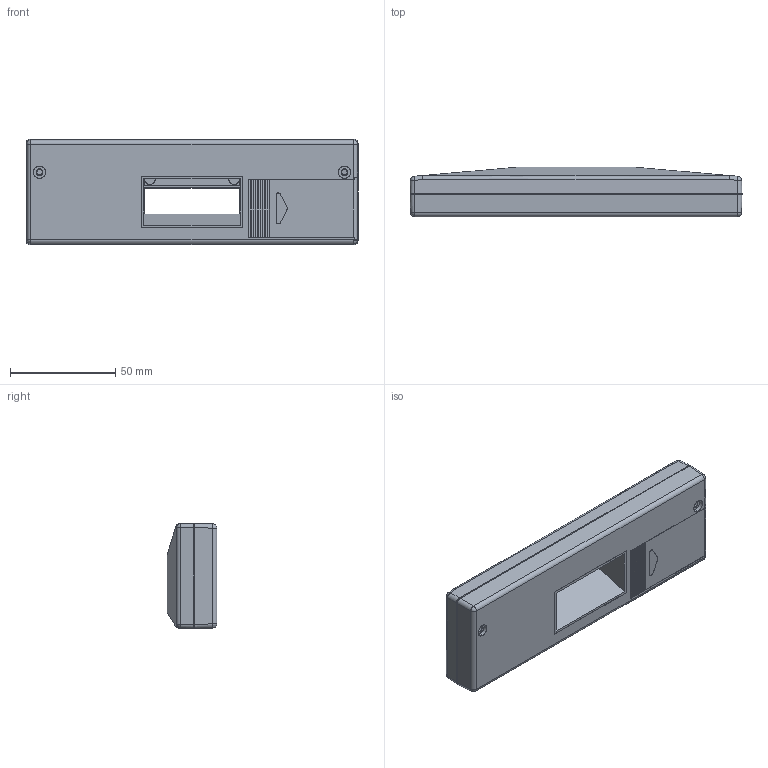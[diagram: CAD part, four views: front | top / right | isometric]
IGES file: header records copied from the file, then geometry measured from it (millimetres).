
Start section: SolidWorks IGES file using analytic representation for surfaces
Global section: file name: KM-413.IGS; native system: SolidWorks 2009; preprocessor: SolidWorks 2009; author: uki; date: 121123.213603; units: millimetre
Bounding box: 157.92 x 23.65 x 50.12 mm (x, y, z)
Surface area: 53502.6 mm2 (no closed solid volume)
Topology: 0 solids, 0 shells, 371 faces, 3872 edges, 3868 vertices
Faces by surface type: bspline 272, revolution 99
